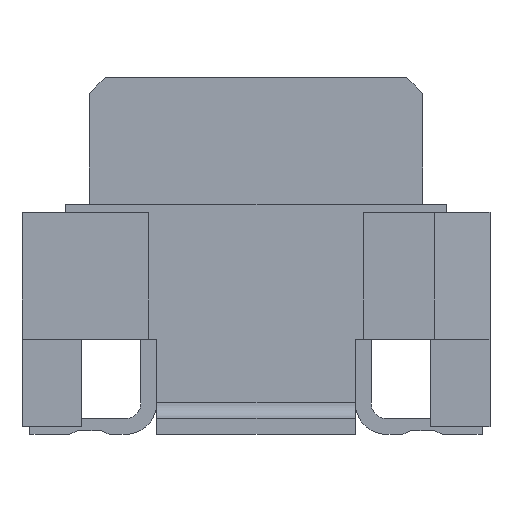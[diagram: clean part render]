
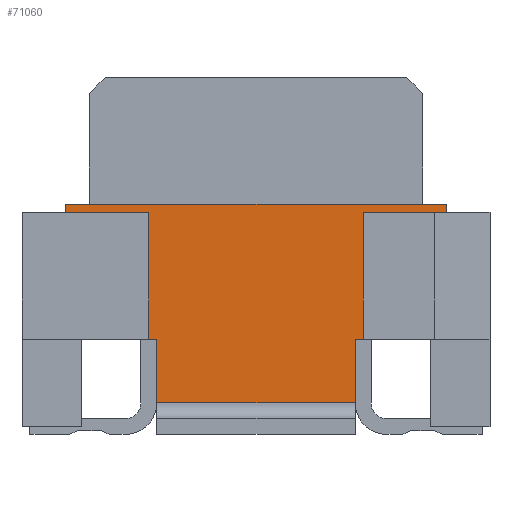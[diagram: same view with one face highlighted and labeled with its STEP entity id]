
A CAD part, front view. The second image highlights one B-rep face of the part: STEP entity #71060.
In plain terms, the highlighted planar face has unit normal (0, -1, 0).
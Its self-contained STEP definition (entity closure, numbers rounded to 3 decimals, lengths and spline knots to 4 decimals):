
#67840=CARTESIAN_POINT('',(-3.759,-20.91,1.9078));
#67850=VERTEX_POINT('',#67840);
#67880=CARTESIAN_POINT('',(-3.759,-20.91,1.4078));
#67890=DIRECTION('',(0.,0.,-1.));
#67900=VECTOR('',#67890,1.);
#67910=LINE('',#67880,#67900);
#67920=CARTESIAN_POINT('',(-3.759,-20.91,1.8078));
#67930=VERTEX_POINT('',#67920);
#67940=EDGE_CURVE('',#67850,#67930,#67910,.T.);
#70160=CARTESIAN_POINT('',(-2.609,-20.91,1.4078));
#70170=DIRECTION('',(-0.,-1.,-0.));
#70180=DIRECTION('',(-1.,0.,0.));
#70190=AXIS2_PLACEMENT_3D('',#70160,#70170,#70180);
#70200=PLANE('',#70190);
#70210=CARTESIAN_POINT('',(-2.609,-20.91,0.));
#70220=DIRECTION('',(0.,0.,1.));
#70230=VECTOR('',#70220,1.);
#70240=LINE('',#70210,#70230);
#70250=CARTESIAN_POINT('',(-2.609,-20.91,-0.5922))
;
#70260=VERTEX_POINT('',#70250);
#70270=CARTESIAN_POINT('',(-2.609,-20.91,0.2078));
#70280=VERTEX_POINT('',#70270);
#70290=EDGE_CURVE('',#70260,#70280,#70240,.T.);
#70300=ORIENTED_EDGE('',*,*,#70290,.F.);
#70310=CARTESIAN_POINT('',(0.,-20.91,0.2078));
#70320=DIRECTION('',(-1.,0.,0.));
#70330=VECTOR('',#70320,1.);
#70340=LINE('',#70310,#70330);
#70350=CARTESIAN_POINT('',(-2.709,-20.91,0.2078));
#70360=VERTEX_POINT('',#70350);
#70370=EDGE_CURVE('',#70280,#70360,#70340,.T.);
#70380=ORIENTED_EDGE('',*,*,#70370,.F.);
#70390=CARTESIAN_POINT('',(-2.709,-20.91,0.));
#70400=DIRECTION('',(0.,0.,-1.));
#70410=VECTOR('',#70400,1.);
#70420=LINE('',#70390,#70410);
#70430=CARTESIAN_POINT('',(-2.709,-20.91,1.8078));
#70440=VERTEX_POINT('',#70430);
#70450=EDGE_CURVE('',#70440,#70360,#70420,.T.);
#70460=ORIENTED_EDGE('',*,*,#70450,.T.);
#70470=CARTESIAN_POINT('',(0.,-20.91,1.8078));
#70480=DIRECTION('',(-1.,0.,0.));
#70490=VECTOR('',#70480,1.);
#70500=LINE('',#70470,#70490);
#70510=EDGE_CURVE('',#70440,#67930,#70500,.T.);
#70520=ORIENTED_EDGE('',*,*,#70510,.F.);
#70530=ORIENTED_EDGE('',*,*,#67940,.T.);
#70540=CARTESIAN_POINT('',(-1.359,-20.91,1.9078));
#70550=DIRECTION('',(-1.,0.,0.));
#70560=VECTOR('',#70550,1.);
#70570=LINE('',#70540,#70560);
#70580=CARTESIAN_POINT('',(1.041,-20.91,1.9078));
#70590=VERTEX_POINT('',#70580);
#70600=EDGE_CURVE('',#70590,#67850,#70570,.T.);
#70610=ORIENTED_EDGE('',*,*,#70600,.T.);
#70620=CARTESIAN_POINT('',(1.041,-20.91,1.4078));
#70630=DIRECTION('',(0.,0.,1.));
#70640=VECTOR('',#70630,1.);
#70650=LINE('',#70620,#70640);
#70660=CARTESIAN_POINT('',(1.041,-20.91,1.8078));
#70670=VERTEX_POINT('',#70660);
#70680=EDGE_CURVE('',#70670,#70590,#70650,.T.);
#70690=ORIENTED_EDGE('',*,*,#70680,.T.);
#70700=CARTESIAN_POINT('',(-0.009,-20.91,1.8078)
);
#70710=VERTEX_POINT('',#70700);
#70720=EDGE_CURVE('',#70670,#70710,#70500,.T.);
#70730=ORIENTED_EDGE('',*,*,#70720,.F.);
#70740=CARTESIAN_POINT('',(-0.009,-20.91,0.));
#70750=DIRECTION('',(0.,0.,-1.));
#70760=VECTOR('',#70750,1.);
#70770=LINE('',#70740,#70760);
#70780=CARTESIAN_POINT('',(-0.009,-20.91,0.2078
));
#70790=VERTEX_POINT('',#70780);
#70800=EDGE_CURVE('',#70710,#70790,#70770,.T.);
#70810=ORIENTED_EDGE('',*,*,#70800,.F.);
#70820=CARTESIAN_POINT('',(0.,-20.91,0.2078));
#70830=DIRECTION('',(-1.,0.,0.));
#70840=VECTOR('',#70830,1.);
#70850=LINE('',#70820,#70840);
#70860=CARTESIAN_POINT('',(-0.109,-20.91,0.2078))
;
#70870=VERTEX_POINT('',#70860);
#70880=EDGE_CURVE('',#70790,#70870,#70850,.T.);
#70890=ORIENTED_EDGE('',*,*,#70880,.F.);
#70900=CARTESIAN_POINT('',(-0.109,-20.91,0.));
#70910=DIRECTION('',(0.,0.,-1.));
#70920=VECTOR('',#70910,1.);
#70930=LINE('',#70900,#70920);
#70940=CARTESIAN_POINT('',(-0.109,-20.91,-0.5922)
);
#70950=VERTEX_POINT('',#70940);
#70960=EDGE_CURVE('',#70870,#70950,#70930,.T.);
#70970=ORIENTED_EDGE('',*,*,#70960,.F.);
#70980=CARTESIAN_POINT('',(0.,-20.91,-0.5922));
#70990=DIRECTION('',(-1.,0.,0.));
#71000=VECTOR('',#70990,1.);
#71010=LINE('',#70980,#71000);
#71020=EDGE_CURVE('',#70950,#70260,#71010,.T.);
#71030=ORIENTED_EDGE('',*,*,#71020,.F.);
#71040=EDGE_LOOP('',(#71030,#70970,#70890,#70810,#70730,#70690,#70610,
#70530,#70520,#70460,#70380,#70300));
#71050=FACE_OUTER_BOUND('',#71040,.T.);
#71060=ADVANCED_FACE('',(#71050),#70200,.T.);
